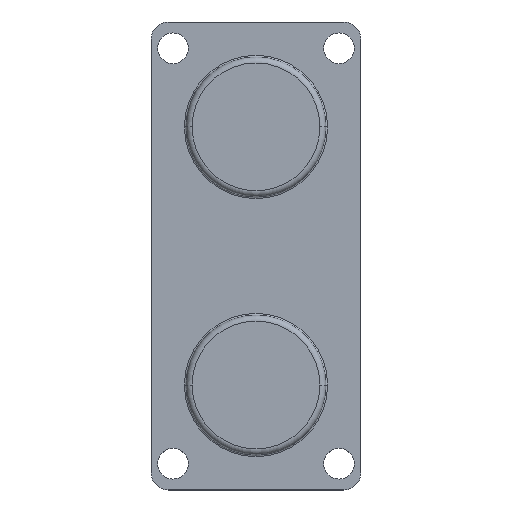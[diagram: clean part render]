
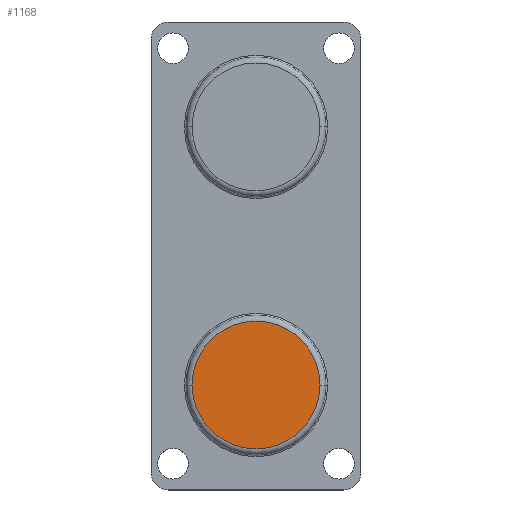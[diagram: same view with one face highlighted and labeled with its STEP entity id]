
A CAD part, top view. The second image highlights one B-rep face of the part: STEP entity #1168.
In plain terms, the highlighted planar face has unit normal (0, 0, 1).
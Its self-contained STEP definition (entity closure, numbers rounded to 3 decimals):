
#50 = DIRECTION ( 'NONE',  ( 0., 0., 1. ) ) ;
#89 = PLANE ( 'NONE',  #198 ) ;
#158 = DIRECTION ( 'NONE',  ( 1., 0., 0. ) ) ;
#198 = AXIS2_PLACEMENT_3D ( 'NONE', #1131, #1122, #403 ) ;
#403 = DIRECTION ( 'NONE',  ( 1., 0., 0. ) ) ;
#481 = CARTESIAN_POINT ( 'NONE',  ( -3.71, 6.095, 1.78 ) ) ;
#536 = CIRCLE ( 'NONE', #1028, 3.71 ) ;
#538 = CARTESIAN_POINT ( 'NONE',  ( 3.71, 6.095, 1.78 ) ) ;
#544 = CARTESIAN_POINT ( 'NONE',  ( 0., 6.095, 1.78 ) ) ;
#551 = DIRECTION ( 'NONE',  ( 0., 0., 1. ) ) ;
#592 = EDGE_CURVE ( 'NONE', #1026, #1204, #835, .T. ) ;
#835 = CIRCLE ( 'NONE', #1035, 3.71 ) ;
#937 = EDGE_CURVE ( 'NONE', #1204, #1026, #536, .T. ) ;
#1012 = DIRECTION ( 'NONE',  ( 1., 0., 0. ) ) ;
#1026 = VERTEX_POINT ( 'NONE', #538 ) ;
#1028 = AXIS2_PLACEMENT_3D ( 'NONE', #544, #50, #158 ) ;
#1035 = AXIS2_PLACEMENT_3D ( 'NONE', #1303, #551, #1012 ) ;
#1076 = EDGE_LOOP ( 'NONE', ( #1182, #1094 ) ) ;
#1094 = ORIENTED_EDGE ( 'NONE', *, *, #937, .T. ) ;
#1122 = DIRECTION ( 'NONE',  ( 0., 0., 1. ) ) ;
#1131 = CARTESIAN_POINT ( 'NONE',  ( 0., 0., 1.78 ) ) ;
#1168 = ADVANCED_FACE ( 'NONE', ( #1345 ), #89, .T. ) ;
#1182 = ORIENTED_EDGE ( 'NONE', *, *, #592, .T. ) ;
#1204 = VERTEX_POINT ( 'NONE', #481 ) ;
#1303 = CARTESIAN_POINT ( 'NONE',  ( 0., 6.095, 1.78 ) ) ;
#1345 = FACE_OUTER_BOUND ( 'NONE', #1076, .T. ) ;
